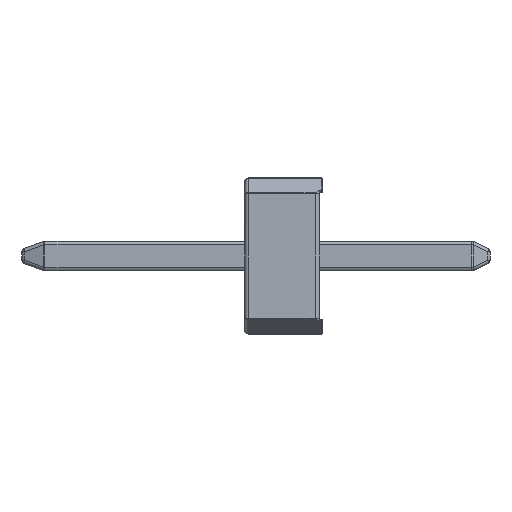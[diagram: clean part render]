
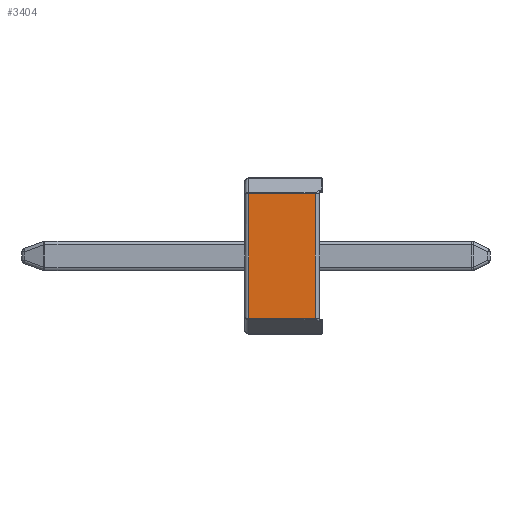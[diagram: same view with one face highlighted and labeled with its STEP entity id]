
A CAD part, left-side view. The second image highlights one B-rep face of the part: STEP entity #3404.
In plain terms, the highlighted planar face has unit normal (-1, 0, 0).
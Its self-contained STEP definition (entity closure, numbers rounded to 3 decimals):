
#64 = CARTESIAN_POINT ( 'NONE',  ( -0.635, -0.946, 0.837 ) ) ;
#85 = CARTESIAN_POINT ( 'NONE',  ( -0.635, -0.944, 0.839 ) ) ;
#252 = VERTEX_POINT ( 'NONE', #618 ) ;
#269 = CARTESIAN_POINT ( 'NONE',  ( -0.635, -0.95, -0.835 ) ) ;
#320 = CARTESIAN_POINT ( 'NONE',  ( -0.635, -1., -0.84 ) ) ;
#340 = CARTESIAN_POINT ( 'NONE',  ( -0.635, -0.945, -0.838 ) ) ;
#481 = CARTESIAN_POINT ( 'NONE',  ( -0.635, -0.944, -0.84 ) ) ;
#538 = CARTESIAN_POINT ( 'NONE',  ( -0.635, -0.944, 0.84 ) ) ;
#562 = VERTEX_POINT ( 'NONE', #3212 ) ;
#618 = CARTESIAN_POINT ( 'NONE',  ( -0.635, -0.05, 0.84 ) ) ;
#708 = ORIENTED_EDGE ( 'NONE', *, *, #991, .T. ) ;
#783 = CARTESIAN_POINT ( 'NONE',  ( -0.635, -0.946, -0.837 ) ) ;
#842 = VERTEX_POINT ( 'NONE', #5467 ) ;
#850 = LINE ( 'NONE', #5118, #3152 ) ;
#991 = EDGE_CURVE ( 'NONE', #1257, #4935, #1957, .T. ) ;
#1016 = EDGE_LOOP ( 'NONE', ( #5610, #3437, #3580, #5167, #708, #1938, #2237, #1429 ) ) ;
#1034 = CARTESIAN_POINT ( 'NONE',  ( -0.635, -0.95, 0.835 ) ) ;
#1257 = VERTEX_POINT ( 'NONE', #5896 ) ;
#1263 = VERTEX_POINT ( 'NONE', #4164 ) ;
#1289 = B_SPLINE_CURVE_WITH_KNOTS ( 'NONE', 3,
 ( #64, #2799, #1442, #4673, #1899, #5138, #2351, #5614, #2818, #85, #3289, #538, #3761 ),
 .UNSPECIFIED., .F., .F.,
 ( 4, 3, 3, 3, 4 ),
 ( 0., 0., 0., 0., 0. ),
 .UNSPECIFIED. ) ;
#1429 = ORIENTED_EDGE ( 'NONE', *, *, #2182, .T. ) ;
#1442 = CARTESIAN_POINT ( 'NONE',  ( -0.635, -0.946, 0.837 ) ) ;
#1468 = DIRECTION ( 'NONE',  ( 1., 0., 0. ) ) ;
#1493 = CARTESIAN_POINT ( 'NONE',  ( -0.635, -0.949, 0.835 ) ) ;
#1627 = VERTEX_POINT ( 'NONE', #3044 ) ;
#1678 = CARTESIAN_POINT ( 'NONE',  ( -0.635, -0.944, -0.839 ) ) ;
#1819 = VECTOR ( 'NONE', #2831, 1000. ) ;
#1899 = CARTESIAN_POINT ( 'NONE',  ( -0.635, -0.945, 0.838 ) ) ;
#1938 = ORIENTED_EDGE ( 'NONE', *, *, #2725, .T. ) ;
#1951 = CARTESIAN_POINT ( 'NONE',  ( -0.635, -0.948, 0.836 ) ) ;
#1957 = LINE ( 'NONE', #5086, #1819 ) ;
#2055 = VERTEX_POINT ( 'NONE', #481 ) ;
#2150 = CARTESIAN_POINT ( 'NONE',  ( -0.635, -0.944, -0.839 ) ) ;
#2182 = EDGE_CURVE ( 'NONE', #1263, #252, #3743, .T. ) ;
#2237 = ORIENTED_EDGE ( 'NONE', *, *, #2607, .T. ) ;
#2331 = DIRECTION ( 'NONE',  ( 0., 0., -1. ) ) ;
#2351 = CARTESIAN_POINT ( 'NONE',  ( -0.635, -0.944, 0.839 ) ) ;
#2383 = LINE ( 'NONE', #320, #3612 ) ;
#2387 = DIRECTION ( 'NONE',  ( 0., 1., 0. ) ) ;
#2400 = CARTESIAN_POINT ( 'NONE',  ( -0.635, -0.05, 0.84 ) ) ;
#2417 = CARTESIAN_POINT ( 'NONE',  ( -0.635, -0.946, 0.837 ) ) ;
#2554 = CARTESIAN_POINT ( 'NONE',  ( -0.635, -0.948, -0.836 ) ) ;
#2607 = EDGE_CURVE ( 'NONE', #562, #1263, #1289, .T. ) ;
#2613 = CARTESIAN_POINT ( 'NONE',  ( -0.635, -0.945, -0.838 ) ) ;
#2725 = EDGE_CURVE ( 'NONE', #4935, #562, #5139, .T. ) ;
#2777 = PLANE ( 'NONE',  #4158 ) ;
#2799 = CARTESIAN_POINT ( 'NONE',  ( -0.635, -0.946, 0.837 ) ) ;
#2818 = CARTESIAN_POINT ( 'NONE',  ( -0.635, -0.944, 0.839 ) ) ;
#2831 = DIRECTION ( 'NONE',  ( 0., 0., 1. ) ) ;
#2835 = EDGE_CURVE ( 'NONE', #2055, #842, #4696, .T. ) ;
#2846 = EDGE_CURVE ( 'NONE', #1627, #2055, #2383, .T. ) ;
#3023 = CARTESIAN_POINT ( 'NONE',  ( -0.635, -0.949, -0.835 ) ) ;
#3044 = CARTESIAN_POINT ( 'NONE',  ( -0.635, -0.05, -0.84 ) ) ;
#3087 = CARTESIAN_POINT ( 'NONE',  ( -0.635, -0.945, -0.838 ) ) ;
#3152 = VECTOR ( 'NONE', #2331, 1000. ) ;
#3212 = CARTESIAN_POINT ( 'NONE',  ( -0.635, -0.946, 0.837 ) ) ;
#3289 = CARTESIAN_POINT ( 'NONE',  ( -0.635, -0.944, 0.84 ) ) ;
#3404 = ADVANCED_FACE ( 'NONE', ( #5657 ), #2777, .F. ) ;
#3437 = ORIENTED_EDGE ( 'NONE', *, *, #2846, .T. ) ;
#3474 = CARTESIAN_POINT ( 'NONE',  ( -0.635, -0.95, -0.835 ) ) ;
#3541 = CARTESIAN_POINT ( 'NONE',  ( -0.635, -0.946, -0.837 ) ) ;
#3577 = VECTOR ( 'NONE', #2387, 1000. ) ;
#3580 = ORIENTED_EDGE ( 'NONE', *, *, #2835, .T. ) ;
#3612 = VECTOR ( 'NONE', #4459, 1000. ) ;
#3743 = LINE ( 'NONE', #2400, #3577 ) ;
#3761 = CARTESIAN_POINT ( 'NONE',  ( -0.635, -0.944, 0.84 ) ) ;
#3999 = CARTESIAN_POINT ( 'NONE',  ( -0.635, -0.944, -0.84 ) ) ;
#4017 = CARTESIAN_POINT ( 'NONE',  ( -0.635, -0.946, -0.837 ) ) ;
#4158 = AXIS2_PLACEMENT_3D ( 'NONE', #4239, #1468, #4706 ) ;
#4164 = CARTESIAN_POINT ( 'NONE',  ( -0.635, -0.944, 0.84 ) ) ;
#4239 = CARTESIAN_POINT ( 'NONE',  ( -0.635, -1., 0. ) ) ;
#4265 = CARTESIAN_POINT ( 'NONE',  ( -0.635, -0.95, 0.835 ) ) ;
#4325 = CARTESIAN_POINT ( 'NONE',  ( -0.635, -0.947, -0.837 ) ) ;
#4459 = DIRECTION ( 'NONE',  ( 0., -1., 0. ) ) ;
#4624 = CARTESIAN_POINT ( 'NONE',  ( -0.635, -0.95, 0.835 ) ) ;
#4673 = CARTESIAN_POINT ( 'NONE',  ( -0.635, -0.945, 0.838 ) ) ;
#4696 = B_SPLINE_CURVE_WITH_KNOTS ( 'NONE', 3,
 ( #3999, #5334, #1678, #4929, #2150, #5393, #2613, #5858, #3087, #340, #3541, #783, #4017 ),
 .UNSPECIFIED., .F., .F.,
 ( 4, 3, 3, 3, 4 ),
 ( 0., 0., 0., 0., 0. ),
 .UNSPECIFIED. ) ;
#4706 = DIRECTION ( 'NONE',  ( 0., 0., -1. ) ) ;
#4735 = CARTESIAN_POINT ( 'NONE',  ( -0.635, -0.949, 0.836 ) ) ;
#4881 = B_SPLINE_CURVE_WITH_KNOTS ( 'NONE', 3,
 ( #5930, #4325, #2554, #5795, #3023, #269, #3474 ),
 .UNSPECIFIED., .F., .F.,
 ( 4, 3, 4 ),
 ( 0., 0., 0. ),
 .UNSPECIFIED. ) ;
#4929 = CARTESIAN_POINT ( 'NONE',  ( -0.635, -0.944, -0.839 ) ) ;
#4935 = VERTEX_POINT ( 'NONE', #4624 ) ;
#5086 = CARTESIAN_POINT ( 'NONE',  ( -0.635, -0.95, 0. ) ) ;
#5118 = CARTESIAN_POINT ( 'NONE',  ( -0.635, -0.05, -0.85 ) ) ;
#5138 = CARTESIAN_POINT ( 'NONE',  ( -0.635, -0.945, 0.838 ) ) ;
#5139 = B_SPLINE_CURVE_WITH_KNOTS ( 'NONE', 3,
 ( #4265, #1034, #1493, #4735, #1951, #5191, #2417 ),
 .UNSPECIFIED., .F., .F.,
 ( 4, 3, 4 ),
 ( 0., 0., 0. ),
 .UNSPECIFIED. ) ;
#5167 = ORIENTED_EDGE ( 'NONE', *, *, #5859, .T. ) ;
#5191 = CARTESIAN_POINT ( 'NONE',  ( -0.635, -0.947, 0.837 ) ) ;
#5334 = CARTESIAN_POINT ( 'NONE',  ( -0.635, -0.944, -0.84 ) ) ;
#5388 = EDGE_CURVE ( 'NONE', #252, #1627, #850, .T. ) ;
#5393 = CARTESIAN_POINT ( 'NONE',  ( -0.635, -0.944, -0.839 ) ) ;
#5467 = CARTESIAN_POINT ( 'NONE',  ( -0.635, -0.946, -0.837 ) ) ;
#5610 = ORIENTED_EDGE ( 'NONE', *, *, #5388, .T. ) ;
#5614 = CARTESIAN_POINT ( 'NONE',  ( -0.635, -0.944, 0.839 ) ) ;
#5657 = FACE_OUTER_BOUND ( 'NONE', #1016, .T. ) ;
#5795 = CARTESIAN_POINT ( 'NONE',  ( -0.635, -0.949, -0.836 ) ) ;
#5858 = CARTESIAN_POINT ( 'NONE',  ( -0.635, -0.945, -0.838 ) ) ;
#5859 = EDGE_CURVE ( 'NONE', #842, #1257, #4881, .T. ) ;
#5896 = CARTESIAN_POINT ( 'NONE',  ( -0.635, -0.95, -0.835 ) ) ;
#5930 = CARTESIAN_POINT ( 'NONE',  ( -0.635, -0.946, -0.837 ) ) ;
